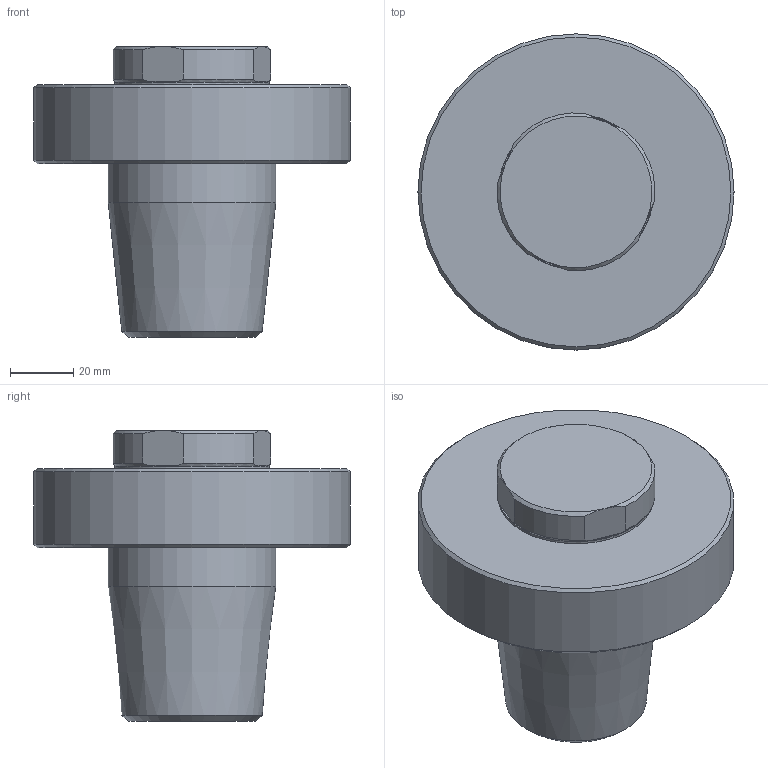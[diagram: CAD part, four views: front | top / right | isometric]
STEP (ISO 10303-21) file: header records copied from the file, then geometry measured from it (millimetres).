
FILE_DESCRIPTION(/* description */ (''),/* implementation_level */ '2;1');
FILE_NAME(/* name */ 'SAH-2341025260.stp',/* time_stamp */ '2018-03-16T14:53:46+05:00',/* author */ (''),/* organization */ (''),/* preprocessor_version */ 'ST-DEVELOPER v16',/* originating_system */ 'SIEMENS PLM Software NX 11.0',/* authorisation */ '');
FILE_SCHEMA (('AUTOMOTIVE_DESIGN { 1 0 10303 214 3 1 1 1 }'));
Length unit declared in the file: millimetre
Products named in the file (1): SAH-2341025260
Bounding box: 100 x 100 x 92 mm (x, y, z)
Volume: 296260.2 mm3; surface area: 41181 mm2
Topology: 2 solids, 2 shells, 31 faces, 69 edges, 44 vertices
Faces by surface type: plane 14, cone 9, cylinder 8
Full cylindrical faces by diameter (mm): 25 x1, 48.9 x1, 53 x1, 100 x1
Entity records: 863 total; most frequent: CARTESIAN_POINT 179, DIRECTION 138, ORIENTED_EDGE 112, AXIS2_PLACEMENT_3D 63, EDGE_CURVE 56, EDGE_LOOP 42, VERTEX_POINT 40, ADVANCED_FACE 31
